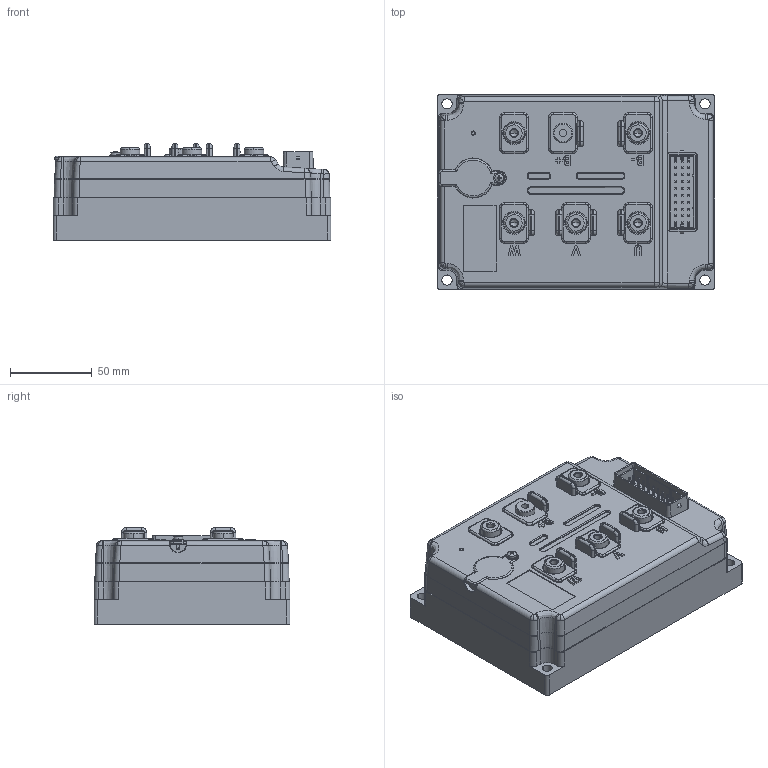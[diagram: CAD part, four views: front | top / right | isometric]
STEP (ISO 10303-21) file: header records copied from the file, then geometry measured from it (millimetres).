
FILE_DESCRIPTION (( 'STEP AP214' ), '1' );
FILE_NAME ('A2x型控制器模型(着色).STEP', '2015-03-26T07:31:37', ( '用户' ), ( '中国' ), 'SwSTEP 2.0', 'SolidWorks 2012', '' );
FILE_SCHEMA (( 'AUTOMOTIVE_DESIGN' ));
Length unit declared in the file: millimetre
Products named in the file (1): A2x倰諷秶ん耀倰(覂伎)
Bounding box: 170 x 120 x 59 mm (x, y, z)
Volume: 579220.3 mm3; surface area: 158334.2 mm2
Topology: 2 solids, 12 shells, 2547 faces, 6276 edges, 3977 vertices
Faces by surface type: plane 1511, cylinder 450, bspline 380, cone 206
Entity records: 117630 total; most frequent: CARTESIAN_POINT 31720, ORIENTED_EDGE 12524, DIRECTION 10987, EDGE_CURVE 6262, LINE 4021, VECTOR 4021, VERTEX_POINT 3977, AXIS2_PLACEMENT_3D 3483
